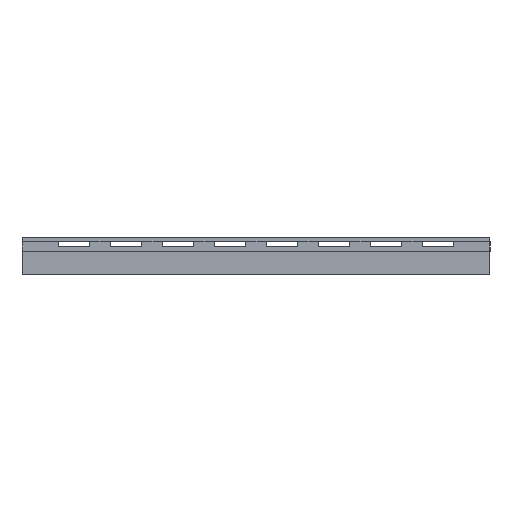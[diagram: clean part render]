
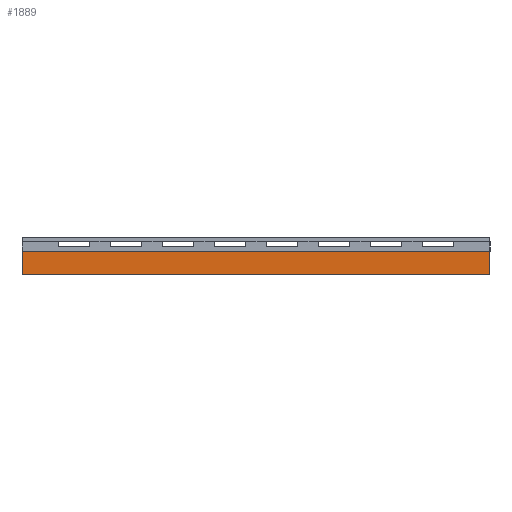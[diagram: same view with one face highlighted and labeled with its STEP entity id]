
A CAD part, left-side view. The second image highlights one B-rep face of the part: STEP entity #1889.
In plain terms, the highlighted planar face has unit normal (-1, 0, 0).
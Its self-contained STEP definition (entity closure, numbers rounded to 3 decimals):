
#37=ORIENTED_EDGE('',*,*,#448,.F.);
#38=ORIENTED_EDGE('',*,*,#449,.T.);
#39=ORIENTED_EDGE('',*,*,#441,.T.);
#40=ORIENTED_EDGE('',*,*,#450,.T.);
#441=EDGE_CURVE('',#647,#648,#771,.T.);
#448=EDGE_CURVE('',#653,#654,#778,.T.);
#449=EDGE_CURVE('',#653,#647,#779,.T.);
#450=EDGE_CURVE('',#648,#654,#780,.T.);
#647=VERTEX_POINT('',#2388);
#648=VERTEX_POINT('',#2389);
#653=VERTEX_POINT('',#2403);
#654=VERTEX_POINT('',#2404);
#771=LINE('',#2387,#977);
#778=LINE('',#2402,#984);
#779=LINE('',#2405,#985);
#780=LINE('',#2406,#986);
#977=VECTOR('',#2040,1000.);
#984=VECTOR('',#2051,1000.);
#985=VECTOR('',#2052,1000.);
#986=VECTOR('',#2053,1000.);
#1182=EDGE_LOOP('',(#37,#38,#39,#40));
#1250=FACE_BOUND('',#1182,.T.);
#1318=PLANE('',#1964);
#1889=ADVANCED_FACE('',(#1250),#1318,.T.);
#1964=AXIS2_PLACEMENT_3D('',#2401,#2049,#2050);
#2040=DIRECTION('',(0.,0.,-1.));
#2049=DIRECTION('',(-1.,0.,0.));
#2050=DIRECTION('',(0.,0.,1.));
#2051=DIRECTION('',(0.,0.,-1.));
#2052=DIRECTION('',(0.,1.,0.));
#2053=DIRECTION('',(0.,-1.,0.));
#2387=CARTESIAN_POINT('',(-50.,2.25,0.095));
#2388=CARTESIAN_POINT('',(-50.,2.25,0.));
#2389=CARTESIAN_POINT('',(-50.,2.25,-0.225));
#2401=CARTESIAN_POINT('',(-50.,-2.25,0.095));
#2402=CARTESIAN_POINT('',(-50.,-2.25,0.095));
#2403=CARTESIAN_POINT('',(-50.,-2.25,0.));
#2404=CARTESIAN_POINT('',(-50.,-2.25,-0.225));
#2405=CARTESIAN_POINT('',(-50.,2.25,0.));
#2406=CARTESIAN_POINT('',(-50.,2.25,-0.225));
